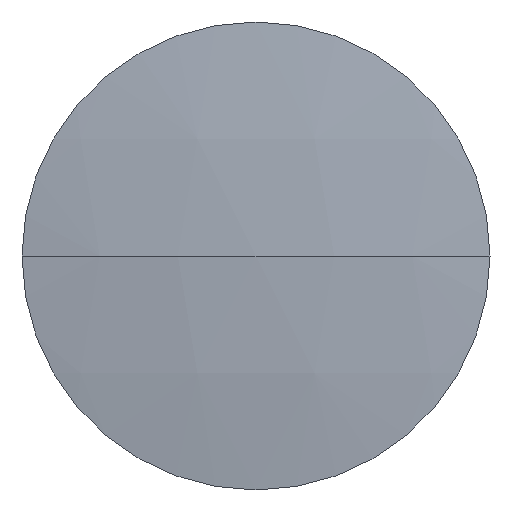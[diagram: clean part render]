
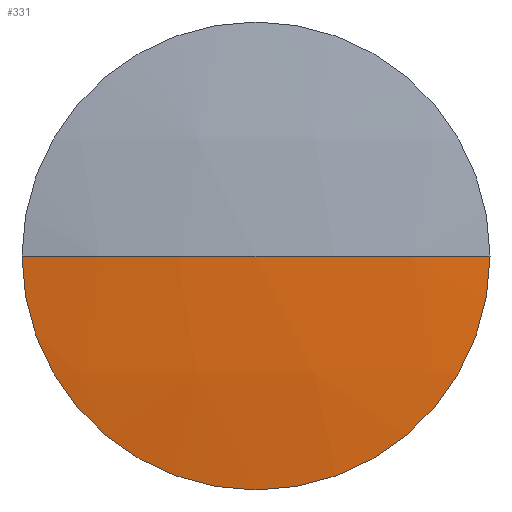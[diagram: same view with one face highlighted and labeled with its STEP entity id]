
A CAD part, left-side view. The second image highlights one B-rep face of the part: STEP entity #331.
In plain terms, the highlighted spherical face has radius 91.048 mm.
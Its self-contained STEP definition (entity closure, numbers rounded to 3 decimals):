
#4 = ORIENTED_EDGE ( 'NONE', *, *, #28, .F. ) ;
#20 = EDGE_CURVE ( 'NONE', #22, #130, #261, .T. ) ;
#22 = VERTEX_POINT ( 'NONE', #307 ) ;
#27 = AXIS2_PLACEMENT_3D ( 'NONE', #79, #270, #138 ) ;
#28 = EDGE_CURVE ( 'NONE', #192, #169, #66, .T. ) ;
#35 = DIRECTION ( 'NONE',  ( 0., 0., 1. ) ) ;
#39 = CARTESIAN_POINT ( 'NONE',  ( 175.617, 48.616, 0. ) ) ;
#62 = CARTESIAN_POINT ( 'NONE',  ( 85.459, 48.616, 0. ) ) ;
#66 = CIRCLE ( 'NONE', #149, 91.048 ) ;
#79 = CARTESIAN_POINT ( 'NONE',  ( 85.459, 48.616, 0. ) ) ;
#90 = ORIENTED_EDGE ( 'NONE', *, *, #20, .T. ) ;
#110 = DIRECTION ( 'NONE',  ( 0., 1., 0. ) ) ;
#126 = CIRCLE ( 'NONE', #27, 12.7 ) ;
#127 = AXIS2_PLACEMENT_3D ( 'NONE', #62, #199, #35 ) ;
#130 = VERTEX_POINT ( 'NONE', #254 ) ;
#134 = DIRECTION ( 'NONE',  ( 0., 1., 0. ) ) ;
#136 = CARTESIAN_POINT ( 'NONE',  ( 175.617, 48.616, 0. ) ) ;
#138 = DIRECTION ( 'NONE',  ( 0., 0., 1. ) ) ;
#149 = AXIS2_PLACEMENT_3D ( 'NONE', #39, #231, #310 ) ;
#152 = ORIENTED_EDGE ( 'NONE', *, *, #316, .T. ) ;
#160 = CIRCLE ( 'NONE', #312, 91.048 ) ;
#161 = EDGE_LOOP ( 'NONE', ( #152, #90, #323, #4 ) ) ;
#167 = AXIS2_PLACEMENT_3D ( 'NONE', #304, #255, #110 ) ;
#169 = VERTEX_POINT ( 'NONE', #244 ) ;
#186 = EDGE_CURVE ( 'NONE', #130, #169, #160, .T. ) ;
#192 = VERTEX_POINT ( 'NONE', #246 ) ;
#199 = DIRECTION ( 'NONE',  ( -1., 0., 0. ) ) ;
#211 = DIRECTION ( 'NONE',  ( 0., 0., -1. ) ) ;
#218 = SPHERICAL_SURFACE ( 'NONE', #167, 91.048 ) ;
#223 = FACE_OUTER_BOUND ( 'NONE', #161, .T. ) ;
#231 = DIRECTION ( 'NONE',  ( 0., 0., 1. ) ) ;
#244 = CARTESIAN_POINT ( 'NONE',  ( 84.568, 48.616, 0. ) ) ;
#246 = CARTESIAN_POINT ( 'NONE',  ( 85.459, 61.316, 0. ) ) ;
#254 = CARTESIAN_POINT ( 'NONE',  ( 85.459, 35.916, 0. ) ) ;
#255 = DIRECTION ( 'NONE',  ( 0., 0., -1. ) ) ;
#261 = CIRCLE ( 'NONE', #127, 12.7 ) ;
#270 = DIRECTION ( 'NONE',  ( -1., 0., 0. ) ) ;
#304 = CARTESIAN_POINT ( 'NONE',  ( 175.617, 48.616, 0. ) ) ;
#307 = CARTESIAN_POINT ( 'NONE',  ( 85.459, 48.616, -12.7 ) ) ;
#310 = DIRECTION ( 'NONE',  ( 1., 0., 0. ) ) ;
#312 = AXIS2_PLACEMENT_3D ( 'NONE', #136, #211, #134 ) ;
#316 = EDGE_CURVE ( 'NONE', #192, #22, #126, .T. ) ;
#323 = ORIENTED_EDGE ( 'NONE', *, *, #186, .T. ) ;
#331 = ADVANCED_FACE ( 'NONE', ( #223 ), #218, .T. ) ;
